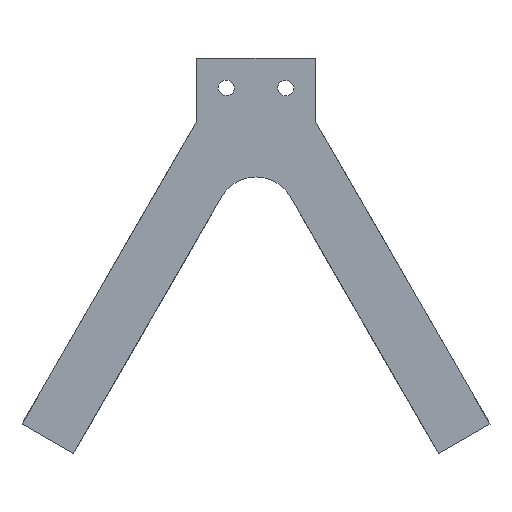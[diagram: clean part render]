
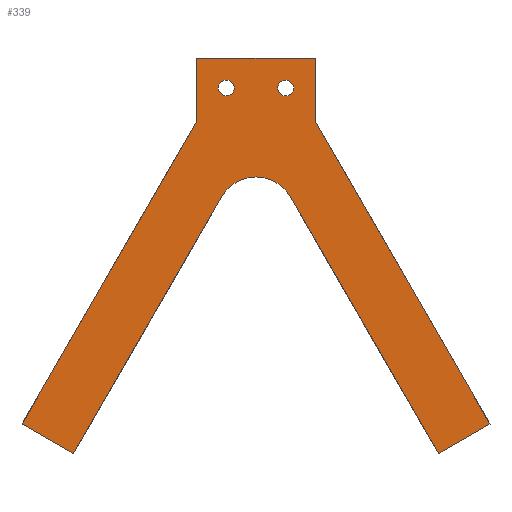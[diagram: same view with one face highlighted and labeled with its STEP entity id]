
A CAD part, left-side view. The second image highlights one B-rep face of the part: STEP entity #339.
In plain terms, the highlighted planar face has unit normal (-1, 0, 0).
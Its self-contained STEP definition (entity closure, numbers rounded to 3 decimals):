
#146=CARTESIAN_POINT('Vertex',(0.,-30.,-31.962)) ;
#151=CARTESIAN_POINT('Line Origine',(0.,-74.178,-108.481)) ;
#155=CARTESIAN_POINT('Vertex',(0.,-118.357,-185.)) ;
#217=CARTESIAN_POINT('Axis2P3D Location',(0.,0.,0.)) ;
#222=CARTESIAN_POINT('Line Origine',(0.,15.,0.)) ;
#226=CARTESIAN_POINT('Vertex',(0.,30.,0.)) ;
#228=CARTESIAN_POINT('Vertex',(0.,0.,0.)) ;
#231=CARTESIAN_POINT('Line Origine',(0.,30.,-15.981)) ;
#235=CARTESIAN_POINT('Vertex',(0.,30.,-31.962)) ;
#238=CARTESIAN_POINT('Line Origine',(0.,74.178,-108.481)) ;
#242=CARTESIAN_POINT('Vertex',(0.,118.357,-185.)) ;
#245=CARTESIAN_POINT('Line Origine',(0.,105.366,-192.5)) ;
#249=CARTESIAN_POINT('Vertex',(0.,92.376,-200.)) ;
#252=CARTESIAN_POINT('Line Origine',(0.,54.848,-135.)) ;
#256=CARTESIAN_POINT('Vertex',(0.,17.321,-70.)) ;
#259=CARTESIAN_POINT('Axis2P3D Location',(0.,0.,-80.)) ;
#263=CARTESIAN_POINT('Vertex',(0.,-17.321,-70.)) ;
#266=CARTESIAN_POINT('Line Origine',(0.,-54.848,-135.)) ;
#270=CARTESIAN_POINT('Vertex',(0.,-92.376,-200.)) ;
#273=CARTESIAN_POINT('Line Origine',(0.,-105.366,-192.5)) ;
#278=CARTESIAN_POINT('Line Origine',(0.,-30.,-15.981)) ;
#282=CARTESIAN_POINT('Vertex',(0.,-30.,0.)) ;
#285=CARTESIAN_POINT('Line Origine',(0.,-15.,0.)) ;
#303=CARTESIAN_POINT('Axis2P3D Location',(0.,15.,-15.)) ;
#307=CARTESIAN_POINT('Vertex',(0.,11.49,-13.082)) ;
#309=CARTESIAN_POINT('Vertex',(0.,18.51,-16.918)) ;
#312=CARTESIAN_POINT('Axis2P3D Location',(0.,15.,-15.)) ;
#321=CARTESIAN_POINT('Axis2P3D Location',(0.,-15.,-15.)) ;
#325=CARTESIAN_POINT('Vertex',(0.,-11.49,-16.918)) ;
#327=CARTESIAN_POINT('Vertex',(0.,-18.51,-13.082)) ;
#330=CARTESIAN_POINT('Axis2P3D Location',(0.,-15.,-15.)) ;
#152=DIRECTION('Vector Direction',(0.,-0.5,-0.866)) ;
#218=DIRECTION('Axis2P3D Direction',(1.,0.,0.)) ;
#219=DIRECTION('Axis2P3D XDirection',(0.,1.,0.)) ;
#223=DIRECTION('Vector Direction',(0.,1.,0.)) ;
#232=DIRECTION('Vector Direction',(0.,0.,-1.)) ;
#239=DIRECTION('Vector Direction',(0.,0.5,-0.866)) ;
#246=DIRECTION('Vector Direction',(0.,-0.866,-0.5)) ;
#253=DIRECTION('Vector Direction',(0.,-0.5,0.866)) ;
#260=DIRECTION('Axis2P3D Direction',(1.,0.,0.)) ;
#267=DIRECTION('Vector Direction',(0.,0.5,0.866)) ;
#274=DIRECTION('Vector Direction',(0.,0.866,-0.5)) ;
#279=DIRECTION('Vector Direction',(0.,0.,-1.)) ;
#286=DIRECTION('Vector Direction',(0.,-1.,0.)) ;
#304=DIRECTION('Axis2P3D Direction',(1.,0.,0.)) ;
#313=DIRECTION('Axis2P3D Direction',(1.,0.,0.)) ;
#322=DIRECTION('Axis2P3D Direction',(1.,0.,0.)) ;
#331=DIRECTION('Axis2P3D Direction',(1.,0.,0.)) ;
#220=AXIS2_PLACEMENT_3D('Plane Axis2P3D',#217,#218,#219) ;
#261=AXIS2_PLACEMENT_3D('Circle Axis2P3D',#259,#260,$) ;
#305=AXIS2_PLACEMENT_3D('Circle Axis2P3D',#303,#304,$) ;
#314=AXIS2_PLACEMENT_3D('Circle Axis2P3D',#312,#313,$) ;
#323=AXIS2_PLACEMENT_3D('Circle Axis2P3D',#321,#322,$) ;
#332=AXIS2_PLACEMENT_3D('Circle Axis2P3D',#330,#331,$) ;
#291=ORIENTED_EDGE('',*,*,#230,.F.) ;
#292=ORIENTED_EDGE('',*,*,#237,.F.) ;
#293=ORIENTED_EDGE('',*,*,#244,.F.) ;
#294=ORIENTED_EDGE('',*,*,#251,.F.) ;
#295=ORIENTED_EDGE('',*,*,#258,.F.) ;
#296=ORIENTED_EDGE('',*,*,#265,.F.) ;
#297=ORIENTED_EDGE('',*,*,#272,.F.) ;
#298=ORIENTED_EDGE('',*,*,#277,.F.) ;
#299=ORIENTED_EDGE('',*,*,#157,.F.) ;
#300=ORIENTED_EDGE('',*,*,#284,.F.) ;
#301=ORIENTED_EDGE('',*,*,#289,.F.) ;
#318=ORIENTED_EDGE('',*,*,#311,.F.) ;
#319=ORIENTED_EDGE('',*,*,#316,.F.) ;
#336=ORIENTED_EDGE('',*,*,#329,.F.) ;
#337=ORIENTED_EDGE('',*,*,#334,.F.) ;
#320=FACE_BOUND('',#317,.T.) ;
#338=FACE_BOUND('',#335,.T.) ;
#153=VECTOR('Line Direction',#152,1.) ;
#224=VECTOR('Line Direction',#223,1.) ;
#233=VECTOR('Line Direction',#232,1.) ;
#240=VECTOR('Line Direction',#239,1.) ;
#247=VECTOR('Line Direction',#246,1.) ;
#254=VECTOR('Line Direction',#253,1.) ;
#268=VECTOR('Line Direction',#267,1.) ;
#275=VECTOR('Line Direction',#274,1.) ;
#280=VECTOR('Line Direction',#279,1.) ;
#287=VECTOR('Line Direction',#286,1.) ;
#339=ADVANCED_FACE('PartBody',(#302,#320,#338),#221,.F.) ;
#262=CIRCLE('generated circle',#261,20.) ;
#306=CIRCLE('generated circle',#305,4.) ;
#315=CIRCLE('generated circle',#314,4.) ;
#324=CIRCLE('generated circle',#323,4.) ;
#333=CIRCLE('generated circle',#332,4.) ;
#157=EDGE_CURVE('',#147,#156,#154,.T.) ;
#230=EDGE_CURVE('',#227,#229,#225,.F.) ;
#237=EDGE_CURVE('',#236,#227,#234,.F.) ;
#244=EDGE_CURVE('',#243,#236,#241,.F.) ;
#251=EDGE_CURVE('',#250,#243,#248,.F.) ;
#258=EDGE_CURVE('',#257,#250,#255,.F.) ;
#265=EDGE_CURVE('',#264,#257,#262,.F.) ;
#272=EDGE_CURVE('',#271,#264,#269,.T.) ;
#277=EDGE_CURVE('',#156,#271,#276,.T.) ;
#284=EDGE_CURVE('',#283,#147,#281,.T.) ;
#289=EDGE_CURVE('',#229,#283,#288,.T.) ;
#311=EDGE_CURVE('',#308,#310,#306,.F.) ;
#316=EDGE_CURVE('',#310,#308,#315,.F.) ;
#329=EDGE_CURVE('',#326,#328,#324,.F.) ;
#334=EDGE_CURVE('',#328,#326,#333,.F.) ;
#290=EDGE_LOOP('',(#291,#292,#293,#294,#295,#296,#297,#298,#299,#300,#301)) ;
#317=EDGE_LOOP('',(#318,#319)) ;
#335=EDGE_LOOP('',(#336,#337)) ;
#302=FACE_OUTER_BOUND('',#290,.T.) ;
#154=LINE('Line',#151,#153) ;
#225=LINE('Line',#222,#224) ;
#234=LINE('Line',#231,#233) ;
#241=LINE('Line',#238,#240) ;
#248=LINE('Line',#245,#247) ;
#255=LINE('Line',#252,#254) ;
#269=LINE('Line',#266,#268) ;
#276=LINE('Line',#273,#275) ;
#281=LINE('Line',#278,#280) ;
#288=LINE('Line',#285,#287) ;
#221=PLANE('',#220) ;
#147=VERTEX_POINT('',#146) ;
#156=VERTEX_POINT('',#155) ;
#227=VERTEX_POINT('',#226) ;
#229=VERTEX_POINT('',#228) ;
#236=VERTEX_POINT('',#235) ;
#243=VERTEX_POINT('',#242) ;
#250=VERTEX_POINT('',#249) ;
#257=VERTEX_POINT('',#256) ;
#264=VERTEX_POINT('',#263) ;
#271=VERTEX_POINT('',#270) ;
#283=VERTEX_POINT('',#282) ;
#308=VERTEX_POINT('',#307) ;
#310=VERTEX_POINT('',#309) ;
#326=VERTEX_POINT('',#325) ;
#328=VERTEX_POINT('',#327) ;
